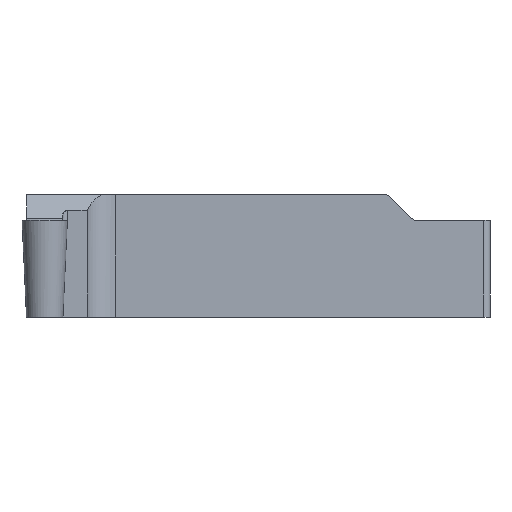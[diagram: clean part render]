
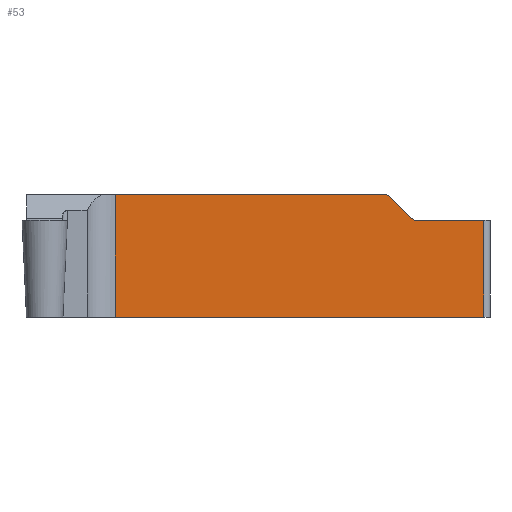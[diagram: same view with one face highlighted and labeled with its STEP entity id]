
A CAD part, left-side view. The second image highlights one B-rep face of the part: STEP entity #53.
In plain terms, the highlighted planar face has unit normal (-1, 0, 0).
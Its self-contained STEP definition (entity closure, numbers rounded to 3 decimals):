
#53=ADVANCED_FACE('',(#86),#70,.F.);
#70=PLANE('',#483);
#86=FACE_OUTER_BOUND('',#107,.T.);
#107=EDGE_LOOP('',(#191,#192,#193,#194,#195,#196,#197,#198));
#135=CIRCLE('',#481,0.5);
#136=CIRCLE('',#482,0.3);
#191=ORIENTED_EDGE('',*,*,#291,.F.);
#192=ORIENTED_EDGE('',*,*,#320,.F.);
#193=ORIENTED_EDGE('',*,*,#330,.T.);
#194=ORIENTED_EDGE('',*,*,#331,.T.);
#195=ORIENTED_EDGE('',*,*,#332,.T.);
#196=ORIENTED_EDGE('',*,*,#333,.T.);
#197=ORIENTED_EDGE('',*,*,#334,.F.);
#198=ORIENTED_EDGE('',*,*,#312,.T.);
#253=VERTEX_POINT('',#671);
#254=VERTEX_POINT('',#673);
#272=VERTEX_POINT('',#745);
#277=VERTEX_POINT('',#759);
#284=VERTEX_POINT('',#781);
#285=VERTEX_POINT('',#783);
#286=VERTEX_POINT('',#785);
#287=VERTEX_POINT('',#787);
#291=EDGE_CURVE('',#253,#254,#347,.T.);
#312=EDGE_CURVE('',#272,#254,#358,.T.);
#320=EDGE_CURVE('',#277,#253,#362,.T.);
#330=EDGE_CURVE('',#277,#284,#369,.T.);
#331=EDGE_CURVE('',#284,#285,#135,.T.);
#332=EDGE_CURVE('',#285,#286,#370,.T.);
#333=EDGE_CURVE('',#286,#287,#136,.T.);
#334=EDGE_CURVE('',#272,#287,#371,.T.);
#347=LINE('',#672,#382);
#358=LINE('',#744,#393);
#362=LINE('',#760,#397);
#369=LINE('',#780,#404);
#370=LINE('',#784,#405);
#371=LINE('',#788,#406);
#382=VECTOR('',#506,1.);
#393=VECTOR('',#537,1.);
#397=VECTOR('',#553,1.);
#404=VECTOR('',#574,1.);
#405=VECTOR('',#577,1.);
#406=VECTOR('',#580,1.);
#481=AXIS2_PLACEMENT_3D('',#782,#575,#576);
#482=AXIS2_PLACEMENT_3D('',#786,#578,#579);
#483=AXIS2_PLACEMENT_3D('',#789,#581,#582);
#506=DIRECTION('',(0.,1.,0.));
#537=DIRECTION('',(0.,0.,-1.));
#553=DIRECTION('',(0.,0.,-1.));
#574=DIRECTION('',(0.,1.,0.));
#575=DIRECTION('',(1.,0.,0.));
#576=DIRECTION('',(0.,0.,-1.));
#577=DIRECTION('',(0.,0.707,0.707));
#578=DIRECTION('',(-1.,0.,0.));
#579=DIRECTION('',(0.,0.,-1.));
#580=DIRECTION('',(0.,-1.,0.));
#581=DIRECTION('',(1.,0.,0.));
#582=DIRECTION('',(0.,0.,-1.));
#671=CARTESIAN_POINT('',(-3.3,-14.1,-6.389));
#672=CARTESIAN_POINT('',(-3.3,14.925,-6.389));
#673=CARTESIAN_POINT('',(-3.3,10.25,-6.389));
#744=CARTESIAN_POINT('',(-3.3,10.25,10.));
#745=CARTESIAN_POINT('',(-3.3,10.25,1.689));
#759=CARTESIAN_POINT('',(-3.3,-14.1,0.));
#760=CARTESIAN_POINT('',(-3.3,-14.1,10.));
#780=CARTESIAN_POINT('',(-3.3,14.925,0.));
#781=CARTESIAN_POINT('',(-3.3,-9.647,0.));
#782=CARTESIAN_POINT('',(-3.3,-9.647,0.5));
#783=CARTESIAN_POINT('',(-3.3,-9.293,0.146));
#784=CARTESIAN_POINT('',(-3.3,7.743,17.182));
#785=CARTESIAN_POINT('',(-3.3,-7.838,1.602));
#786=CARTESIAN_POINT('',(-3.3,-7.626,1.389));
#787=CARTESIAN_POINT('',(-3.3,-7.626,1.689));
#788=CARTESIAN_POINT('',(-3.3,14.925,1.689));
#789=CARTESIAN_POINT('',(-3.3,14.925,10.));
